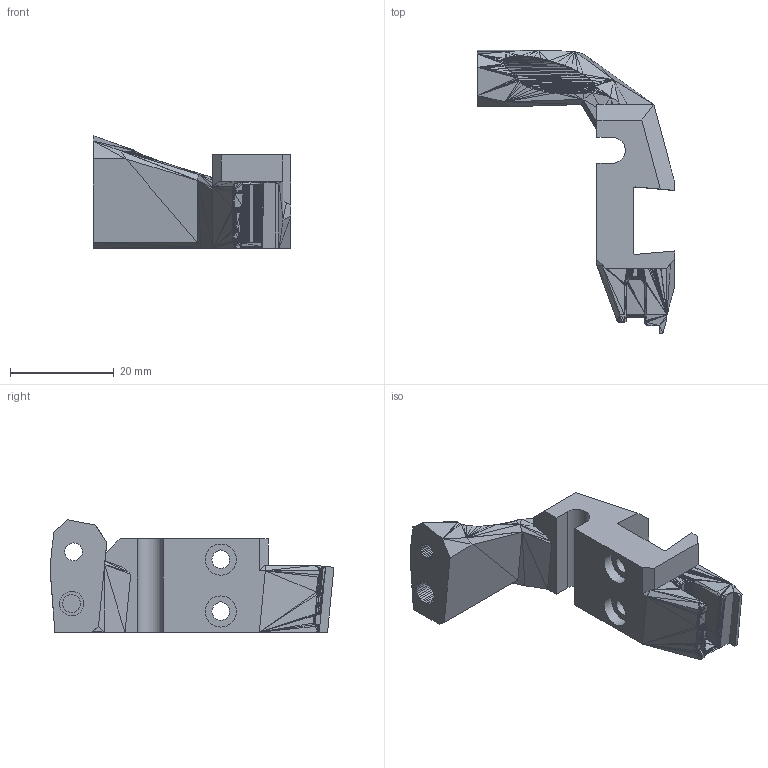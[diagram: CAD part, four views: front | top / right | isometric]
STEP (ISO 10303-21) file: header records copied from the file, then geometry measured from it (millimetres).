
FILE_DESCRIPTION(('FreeCAD Model'),'2;1');
FILE_NAME('Open CASCADE Shape Model','2024-08-09T00:18:20',(''),(''), 'Open CASCADE STEP processor 7.7','Ondsel','Unknown');
FILE_SCHEMA(('AUTOMOTIVE_DESIGN { 1 0 10303 214 1 1 1 1 }'));
Length unit declared in the file: millimetre
Products named in the file (2): Slot; Slot-Body
Assembly tree (1 placements, depth 2):
  Slot
    Slot-Body
Bounding box: 38.05 x 54.73 x 21.68 mm (x, y, z)
Volume: 10135.6 mm3; surface area: 5112.2 mm2
Topology: 1 solids, 1 shells, 2999 faces, 4827 edges, 1833 vertices
Faces by surface type: plane 2992, cylinder 7
Full cylindrical faces by diameter (mm): 6 x2
Entity records: 61527 total; most frequent: DIRECTION 10843, CARTESIAN_POINT 9661, ORIENTED_EDGE 9654, EDGE_CURVE 4827, LINE 4813, VECTOR 4813, AXIS2_PLACEMENT_3D 3015, FACE_BOUND 3008
